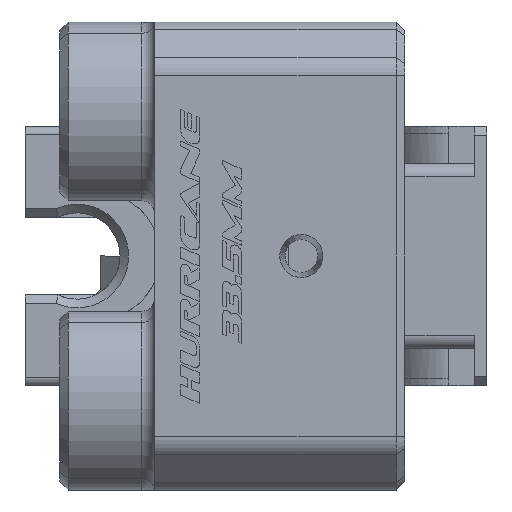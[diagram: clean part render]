
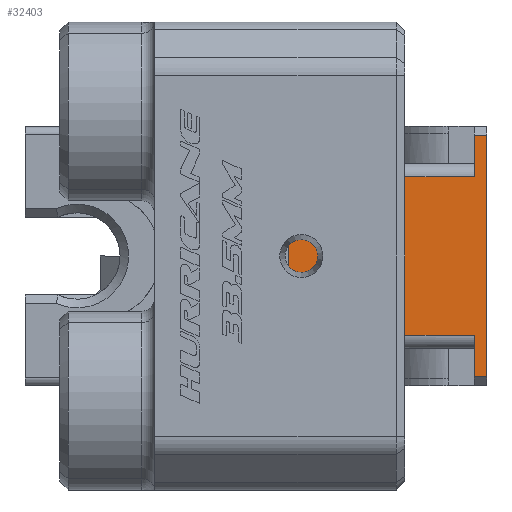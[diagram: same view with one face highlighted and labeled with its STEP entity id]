
A CAD part, left-side view. The second image highlights one B-rep face of the part: STEP entity #32403.
In plain terms, the highlighted planar face has unit normal (-1, 0, 0).
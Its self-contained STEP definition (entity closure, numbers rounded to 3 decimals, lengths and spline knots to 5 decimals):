
#274=B_SPLINE_CURVE_WITH_KNOTS('',3,(#44028,#44029,#44030,#44031),
 .UNSPECIFIED.,.F.,.F.,(4,4),(0.,0.00706),.UNSPECIFIED.);
#275=B_SPLINE_CURVE_WITH_KNOTS('',3,(#44035,#44036,#44037,#44038,#44039),
 .UNSPECIFIED.,.F.,.F.,(4,1,4),(0.,0.00353,0.00706),
 .UNSPECIFIED.);
#1415=ORIENTED_EDGE('',*,*,#11183,.T.);
#1416=ORIENTED_EDGE('',*,*,#11255,.F.);
#1417=ORIENTED_EDGE('',*,*,#11256,.T.);
#1418=ORIENTED_EDGE('',*,*,#11257,.F.);
#1419=ORIENTED_EDGE('',*,*,#11258,.T.);
#1420=ORIENTED_EDGE('',*,*,#11259,.F.);
#1421=ORIENTED_EDGE('',*,*,#11177,.T.);
#1422=ORIENTED_EDGE('',*,*,#11260,.T.);
#1423=ORIENTED_EDGE('',*,*,#11206,.F.);
#1424=ORIENTED_EDGE('',*,*,#11203,.T.);
#1425=ORIENTED_EDGE('',*,*,#11261,.T.);
#1426=ORIENTED_EDGE('',*,*,#11262,.F.);
#1427=ORIENTED_EDGE('',*,*,#11263,.T.);
#1428=ORIENTED_EDGE('',*,*,#11264,.F.);
#1429=ORIENTED_EDGE('',*,*,#11265,.T.);
#1430=ORIENTED_EDGE('',*,*,#11266,.T.);
#1431=ORIENTED_EDGE('',*,*,#11267,.T.);
#1432=ORIENTED_EDGE('',*,*,#11196,.T.);
#1433=ORIENTED_EDGE('',*,*,#11200,.T.);
#1434=ORIENTED_EDGE('',*,*,#11268,.T.);
#11177=EDGE_CURVE('',#16103,#16104,#19379,.T.);
#11183=EDGE_CURVE('',#16110,#16109,#19382,.T.);
#11196=EDGE_CURVE('',#16120,#16119,#19392,.T.);
#11200=EDGE_CURVE('',#16119,#16122,#19396,.T.);
#11203=EDGE_CURVE('',#16125,#16124,#19399,.T.);
#11206=EDGE_CURVE('',#16125,#16126,#19402,.T.);
#11255=EDGE_CURVE('',#16171,#16109,#19424,.T.);
#11256=EDGE_CURVE('',#16171,#16172,#19425,.T.);
#11257=EDGE_CURVE('',#16173,#16172,#19426,.T.);
#11258=EDGE_CURVE('',#16173,#16174,#19427,.T.);
#11259=EDGE_CURVE('',#16103,#16174,#19428,.T.);
#11260=EDGE_CURVE('',#16104,#16126,#19429,.T.);
#11261=EDGE_CURVE('',#16124,#16175,#19430,.T.);
#11262=EDGE_CURVE('',#16176,#16175,#19431,.T.);
#11263=EDGE_CURVE('',#16176,#16177,#274,.T.);
#11264=EDGE_CURVE('',#16178,#16177,#19432,.T.);
#11265=EDGE_CURVE('',#16178,#16179,#275,.T.);
#11266=EDGE_CURVE('',#16179,#16180,#19433,.T.);
#11267=EDGE_CURVE('',#16180,#16120,#19434,.T.);
#11268=EDGE_CURVE('',#16122,#16110,#19435,.T.);
#16103=VERTEX_POINT('',#43848);
#16104=VERTEX_POINT('',#43849);
#16109=VERTEX_POINT('',#43860);
#16110=VERTEX_POINT('',#43862);
#16119=VERTEX_POINT('',#43892);
#16120=VERTEX_POINT('',#43894);
#16122=VERTEX_POINT('',#43900);
#16124=VERTEX_POINT('',#43906);
#16125=VERTEX_POINT('',#43908);
#16126=VERTEX_POINT('',#43912);
#16171=VERTEX_POINT('',#44015);
#16172=VERTEX_POINT('',#44017);
#16173=VERTEX_POINT('',#44019);
#16174=VERTEX_POINT('',#44021);
#16175=VERTEX_POINT('',#44025);
#16176=VERTEX_POINT('',#44027);
#16177=VERTEX_POINT('',#44032);
#16178=VERTEX_POINT('',#44034);
#16179=VERTEX_POINT('',#44040);
#16180=VERTEX_POINT('',#44042);
#19379=LINE('',#43847,#23405);
#19382=LINE('',#43861,#23408);
#19392=LINE('',#43893,#23418);
#19396=LINE('',#43901,#23422);
#19399=LINE('',#43907,#23425);
#19402=LINE('',#43913,#23428);
#19424=LINE('',#44014,#23450);
#19425=LINE('',#44016,#23451);
#19426=LINE('',#44018,#23452);
#19427=LINE('',#44020,#23453);
#19428=LINE('',#44022,#23454);
#19429=LINE('',#44023,#23455);
#19430=LINE('',#44024,#23456);
#19431=LINE('',#44026,#23457);
#19432=LINE('',#44033,#23458);
#19433=LINE('',#44041,#23459);
#19434=LINE('',#44043,#23460);
#19435=LINE('',#44044,#23461);
#23405=VECTOR('',#36039,1.);
#23408=VECTOR('',#36050,1.);
#23418=VECTOR('',#36068,1.);
#23422=VECTOR('',#36074,1.);
#23425=VECTOR('',#36079,1.);
#23428=VECTOR('',#36084,1.);
#23450=VECTOR('',#36160,1.);
#23451=VECTOR('',#36161,1.);
#23452=VECTOR('',#36162,1.);
#23453=VECTOR('',#36163,1.);
#23454=VECTOR('',#36164,1.);
#23455=VECTOR('',#36165,1.);
#23456=VECTOR('',#36166,1.);
#23457=VECTOR('',#36167,1.);
#23458=VECTOR('',#36168,1.);
#23459=VECTOR('',#36169,1.);
#23460=VECTOR('',#36170,1.);
#23461=VECTOR('',#36171,1.);
#27424=EDGE_LOOP('',(#1415,#1416,#1417,#1418,#1419,#1420,#1421,#1422,#1423,
#1424,#1425,#1426,#1427,#1428,#1429,#1430,#1431,#1432,#1433,#1434));
#29250=FACE_BOUND('',#27424,.T.);
#31074=PLANE('',#34166);
#32403=ADVANCED_FACE('',(#29250),#31074,.F.);
#34166=AXIS2_PLACEMENT_3D('',#44013,#36158,#36159);
#36039=DIRECTION('',(0.,1.,0.));
#36050=DIRECTION('',(0.,-1.,0.));
#36068=DIRECTION('',(0.,1.,0.));
#36074=DIRECTION('',(0.,0.,1.));
#36079=DIRECTION('',(0.,-1.,0.));
#36084=DIRECTION('',(0.,0.,-1.));
#36158=DIRECTION('',(1.,0.,0.));
#36159=DIRECTION('',(0.,0.,-1.));
#36160=DIRECTION('',(0.,0.,1.));
#36161=DIRECTION('',(0.,-1.,0.));
#36162=DIRECTION('',(0.,0.,-1.));
#36163=DIRECTION('',(0.,1.,0.));
#36164=DIRECTION('',(0.,0.,1.));
#36165=DIRECTION('',(0.,0.5,0.866));
#36166=DIRECTION('',(0.,0.,1.));
#36167=DIRECTION('',(0.,-1.,0.));
#36168=DIRECTION('',(0.,0.,1.));
#36169=DIRECTION('',(0.,-1.,0.));
#36170=DIRECTION('',(0.,0.,1.));
#36171=DIRECTION('',(0.,-0.5,0.866));
#43847=CARTESIAN_POINT('',(0.0075,0.00402,0.0092));
#43848=CARTESIAN_POINT('',(0.0075,-0.01004,0.0092));
#43849=CARTESIAN_POINT('',(0.0075,0.00315,0.0092));
#43860=CARTESIAN_POINT('',(0.0075,-0.01004,-0.0092));
#43861=CARTESIAN_POINT('',(0.0075,-0.01004,-0.0092));
#43862=CARTESIAN_POINT('',(0.0075,0.00315,-0.0092));
#43892=CARTESIAN_POINT('',(0.0075,0.00488,-0.0142));
#43893=CARTESIAN_POINT('',(0.0075,0.,-0.0142));
#43894=CARTESIAN_POINT('',(0.0075,-0.002,-0.0142));
#43900=CARTESIAN_POINT('',(0.0075,0.00488,-0.0122));
#43901=CARTESIAN_POINT('',(0.0075,0.00488,0.));
#43906=CARTESIAN_POINT('',(0.0075,-0.002,0.0142));
#43907=CARTESIAN_POINT('',(0.0075,0.07577,0.0142));
#43908=CARTESIAN_POINT('',(0.0075,0.00488,0.0142));
#43912=CARTESIAN_POINT('',(0.0075,0.00488,0.0122));
#43913=CARTESIAN_POINT('',(0.0075,0.00488,0.));
#44013=CARTESIAN_POINT('',(0.0075,0.07577,0.));
#44014=CARTESIAN_POINT('',(0.0075,-0.01004,0.03137));
#44015=CARTESIAN_POINT('',(0.0075,-0.01004,-0.014));
#44016=CARTESIAN_POINT('',(0.0075,-0.0115,-0.014));
#44017=CARTESIAN_POINT('',(0.0075,-0.0115,-0.014));
#44018=CARTESIAN_POINT('',(0.0075,-0.0115,0.03));
#44019=CARTESIAN_POINT('',(0.0075,-0.0115,0.014));
#44020=CARTESIAN_POINT('',(0.0075,0.07577,0.014));
#44021=CARTESIAN_POINT('',(0.0075,-0.01004,0.014));
#44022=CARTESIAN_POINT('',(0.0075,-0.01004,0.));
#44023=CARTESIAN_POINT('',(0.0075,0.01732,0.03375));
#44024=CARTESIAN_POINT('',(0.0075,-0.002,0.));
#44025=CARTESIAN_POINT('',(0.0075,-0.002,0.01675));
#44026=CARTESIAN_POINT('',(0.0075,0.07577,0.01675));
#44027=CARTESIAN_POINT('',(0.0075,0.0135,0.01675));
#44028=CARTESIAN_POINT('',(0.0075,0.0135,0.01675));
#44029=CARTESIAN_POINT('',(0.0075,0.0135,0.01436));
#44030=CARTESIAN_POINT('',(0.0075,0.01264,0.0121));
#44031=CARTESIAN_POINT('',(0.0075,0.0115,0.01001));
#44032=CARTESIAN_POINT('',(0.0075,0.0115,0.01001));
#44033=CARTESIAN_POINT('',(0.0075,0.0115,0.));
#44034=CARTESIAN_POINT('',(0.0075,0.0115,-0.01001));
#44035=CARTESIAN_POINT('',(0.0075,0.0115,-0.01001));
#44036=CARTESIAN_POINT('',(0.0075,0.01207,-0.01105));
#44037=CARTESIAN_POINT('',(0.0075,0.01306,-0.01319));
#44038=CARTESIAN_POINT('',(0.0075,0.0135,-0.01555));
#44039=CARTESIAN_POINT('',(0.0075,0.0135,-0.01675));
#44040=CARTESIAN_POINT('',(0.0075,0.0135,-0.01675));
#44041=CARTESIAN_POINT('',(0.0075,0.07577,-0.01675));
#44042=CARTESIAN_POINT('',(0.0075,-0.002,-0.01675));
#44043=CARTESIAN_POINT('',(0.0075,-0.002,0.));
#44044=CARTESIAN_POINT('',(0.0075,0.01732,-0.03375));
